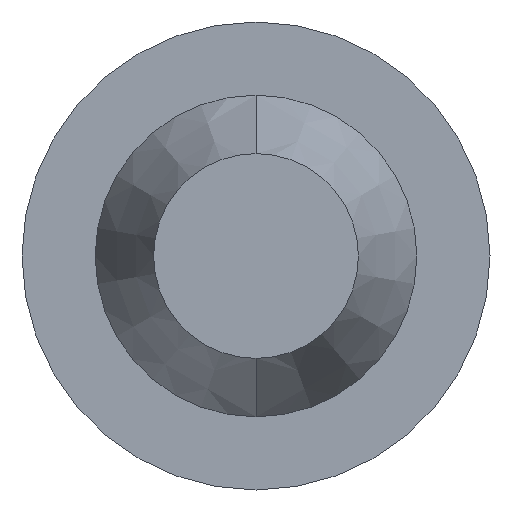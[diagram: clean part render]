
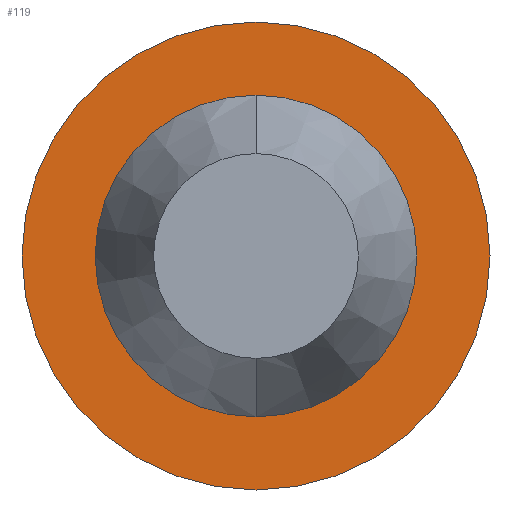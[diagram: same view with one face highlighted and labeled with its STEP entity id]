
A CAD part, front view. The second image highlights one B-rep face of the part: STEP entity #119.
In plain terms, the highlighted planar face has unit normal (0, -1, 0).
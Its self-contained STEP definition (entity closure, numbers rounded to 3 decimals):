
#2 = CARTESIAN_POINT ( 'NONE',  ( 0., -4., 0. ) ) ;
#3 = CIRCLE ( 'NONE', #33, 4. ) ;
#13 = DIRECTION ( 'NONE',  ( 0., 0., -1. ) ) ;
#14 = DIRECTION ( 'NONE',  ( 0., -1., 0. ) ) ;
#15 = CARTESIAN_POINT ( 'NONE',  ( -8., -4., 0. ) ) ;
#16 = AXIS2_PLACEMENT_3D ( 'NONE', #15, #14, #13 ) ;
#20 = DIRECTION ( 'NONE',  ( 0., 0., 1. ) ) ;
#21 = DIRECTION ( 'NONE',  ( 0., 1., 0. ) ) ;
#22 = CARTESIAN_POINT ( 'NONE',  ( 0., -4., 0. ) ) ;
#23 = AXIS2_PLACEMENT_3D ( 'NONE', #22, #21, #20 ) ;
#24 = CIRCLE ( 'NONE', #23, 4. ) ;
#31 = DIRECTION ( 'NONE',  ( 0., 0., 1. ) ) ;
#32 = DIRECTION ( 'NONE',  ( 0., 1., 0. ) ) ;
#33 = AXIS2_PLACEMENT_3D ( 'NONE', #2, #32, #31 ) ;
#47 = PLANE ( 'NONE',  #16 ) ;
#48 = FACE_OUTER_BOUND ( 'NONE', #131, .T. ) ;
#49 = FACE_BOUND ( 'NONE', #120, .T. ) ;
#67 = CARTESIAN_POINT ( 'NONE',  ( 0., -4., -8. ) ) ;
#68 = CARTESIAN_POINT ( 'NONE',  ( 0., -4., 8. ) ) ;
#69 = DIRECTION ( 'NONE',  ( 0., 0., 1. ) ) ;
#70 = DIRECTION ( 'NONE',  ( 0., 1., 0. ) ) ;
#71 = CARTESIAN_POINT ( 'NONE',  ( 0., -4., 0. ) ) ;
#72 = AXIS2_PLACEMENT_3D ( 'NONE', #71, #70, #69 ) ;
#73 = CIRCLE ( 'NONE', #72, 8. ) ;
#91 = EDGE_CURVE ( 'NONE', #105, #104, #203, .T. ) ;
#103 = EDGE_CURVE ( 'NONE', #104, #105, #73, .T. ) ;
#104 = VERTEX_POINT ( 'NONE', #68 ) ;
#105 = VERTEX_POINT ( 'NONE', #67 ) ;
#106 = ORIENTED_EDGE ( 'NONE', *, *, #103, .F. ) ;
#107 = ORIENTED_EDGE ( 'NONE', *, *, #91, .F. ) ;
#119 = ADVANCED_FACE ( 'NONE', ( #49, #48 ), #47, .T. ) ;
#120 = EDGE_LOOP ( 'NONE', ( #128, #129 ) ) ;
#124 = EDGE_CURVE ( 'NONE', #162, #159, #3, .T. ) ;
#128 = ORIENTED_EDGE ( 'NONE', *, *, #124, .T. ) ;
#129 = ORIENTED_EDGE ( 'NONE', *, *, #130, .T. ) ;
#130 = EDGE_CURVE ( 'NONE', #159, #162, #24, .T. ) ;
#131 = EDGE_LOOP ( 'NONE', ( #106, #107 ) ) ;
#159 = VERTEX_POINT ( 'NONE', #247 ) ;
#162 = VERTEX_POINT ( 'NONE', #287 ) ;
#199 = DIRECTION ( 'NONE',  ( 0., 0., 1. ) ) ;
#200 = DIRECTION ( 'NONE',  ( 0., 1., 0. ) ) ;
#201 = CARTESIAN_POINT ( 'NONE',  ( 0., -4., 0. ) ) ;
#202 = AXIS2_PLACEMENT_3D ( 'NONE', #201, #200, #199 ) ;
#203 = CIRCLE ( 'NONE', #202, 8. ) ;
#247 = CARTESIAN_POINT ( 'NONE',  ( 0., -4., -4. ) ) ;
#287 = CARTESIAN_POINT ( 'NONE',  ( 0., -4., 4. ) ) ;
